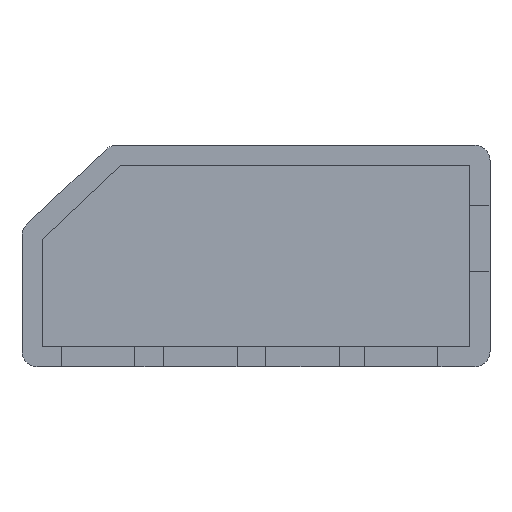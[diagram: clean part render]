
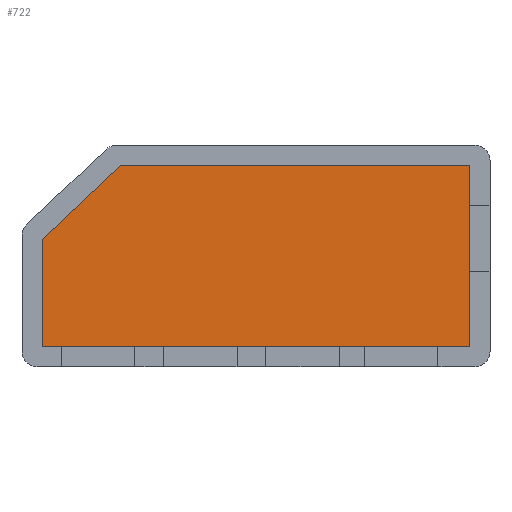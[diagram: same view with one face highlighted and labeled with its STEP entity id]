
A CAD part, front view. The second image highlights one B-rep face of the part: STEP entity #722.
In plain terms, the highlighted planar face has unit normal (0, -1, 0).
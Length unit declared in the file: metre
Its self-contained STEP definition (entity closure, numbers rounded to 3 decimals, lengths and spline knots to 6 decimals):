
#144=ORIENTED_EDGE('',*,*,#329,.T.);
#145=ORIENTED_EDGE('',*,*,#292,.T.);
#146=ORIENTED_EDGE('',*,*,#285,.T.);
#147=ORIENTED_EDGE('',*,*,#300,.F.);
#148=ORIENTED_EDGE('',*,*,#289,.F.);
#285=EDGE_CURVE('',#387,#386,#456,.T.);
#289=EDGE_CURVE('',#388,#389,#460,.T.);
#292=EDGE_CURVE('',#390,#387,#463,.T.);
#300=EDGE_CURVE('',#389,#386,#470,.T.);
#329=EDGE_CURVE('',#388,#390,#494,.T.);
#386=VERTEX_POINT('',#1095);
#387=VERTEX_POINT('',#1097);
#388=VERTEX_POINT('',#1102);
#389=VERTEX_POINT('',#1104);
#390=VERTEX_POINT('',#1108);
#456=LINE('',#1096,#551);
#460=LINE('',#1103,#555);
#463=LINE('',#1109,#558);
#470=LINE('',#1124,#565);
#494=LINE('',#1174,#589);
#551=VECTOR('',#871,1.);
#555=VECTOR('',#877,1.);
#558=VECTOR('',#882,1.);
#565=VECTOR('',#895,1.);
#589=VECTOR('',#939,1.);
#616=EDGE_LOOP('',(#144,#145,#146,#147,#148));
#653=FACE_BOUND('',#616,.T.);
#690=PLANE('',#782);
#722=ADVANCED_FACE('',(#653),#690,.T.);
#782=AXIS2_PLACEMENT_3D('',#1173,#937,#938);
#871=DIRECTION('',(1.,0.,0.));
#877=DIRECTION('',(1.,0.,0.));
#882=DIRECTION('',(0.,0.,-1.));
#895=DIRECTION('',(0.,0.,-1.));
#937=DIRECTION('',(0.,-1.,0.));
#938=DIRECTION('',(1.,0.,0.));
#939=DIRECTION('',(-0.726,0.,-0.688));
#1095=CARTESIAN_POINT('',(0.044922,-0.003,-0.020239));
#1096=CARTESIAN_POINT('',(0.002422,-0.003,-0.020239));
#1097=CARTESIAN_POINT('',(-0.040078,-0.003,-0.020239));
#1102=CARTESIAN_POINT('',(-0.024578,-0.003,0.015761));
#1103=CARTESIAN_POINT('',(0.010172,-0.003,0.015761));
#1104=CARTESIAN_POINT('',(0.044922,-0.003,0.015761));
#1108=CARTESIAN_POINT('',(-0.040078,-0.003,0.001061));
#1109=CARTESIAN_POINT('',(-0.040078,-0.003,-0.009589));
#1124=CARTESIAN_POINT('',(0.044922,-0.003,-0.002239));
#1173=CARTESIAN_POINT('',(0.002422,-0.003,-0.002239));
#1174=CARTESIAN_POINT('',(-0.032328,-0.003,0.008411));
